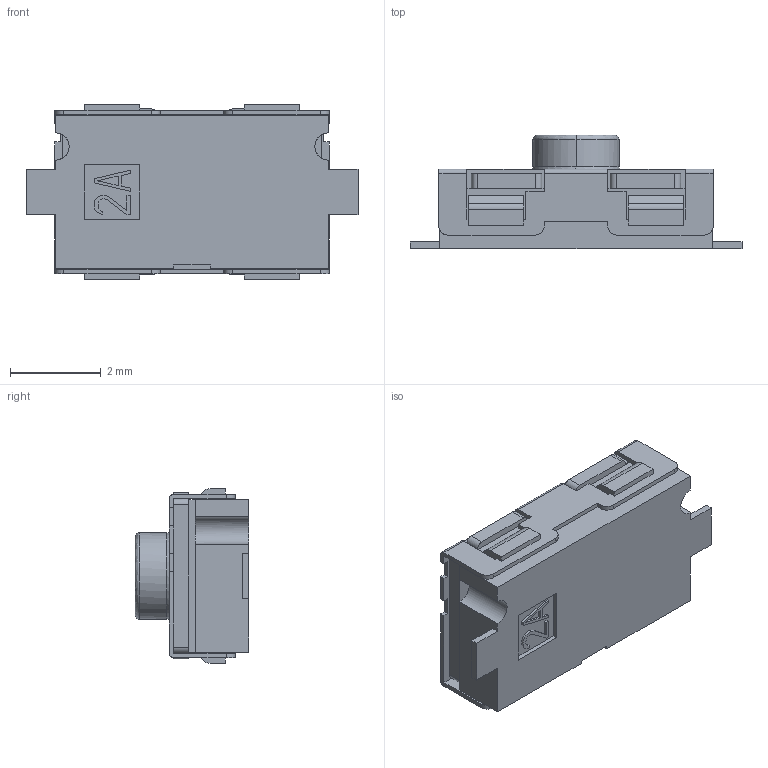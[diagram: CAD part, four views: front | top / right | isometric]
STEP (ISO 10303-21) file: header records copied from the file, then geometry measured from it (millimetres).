
FILE_DESCRIPTION (( 'STEP AP214' ), '1' );
FILE_NAME ('KSR211GLFS.STEP', '2024-05-14T10:46:07', ( '' ), ( '' ), 'SwSTEP 2.0', 'SolidWorks 2024', '' );
FILE_SCHEMA (( 'AUTOMOTIVE_DESIGN' ));
Length unit declared in the file: millimetre
Products named in the file (1): KSR211GLFS
Bounding box: 7.3 x 2.5 x 3.84 mm (x, y, z)
Volume: 38 mm3; surface area: 111.3 mm2
Topology: 1 solids, 1 shells, 210 faces, 630 edges, 416 vertices
Faces by surface type: plane 170, cylinder 36, bspline 4
Entity records: 7817 total; most frequent: CARTESIAN_POINT 1602, ORIENTED_EDGE 1260, DIRECTION 1045, EDGE_CURVE 630, VECTOR 539, LINE 539, VERTEX_POINT 416, AXIS2_PLACEMENT_3D 253
